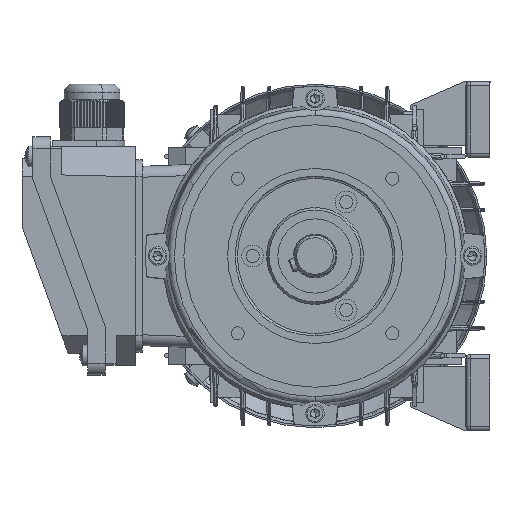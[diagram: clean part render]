
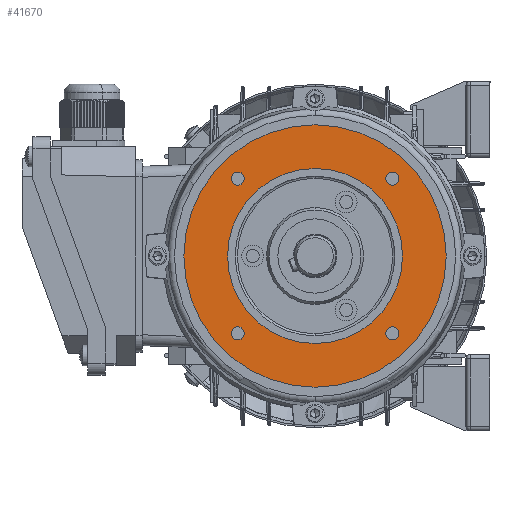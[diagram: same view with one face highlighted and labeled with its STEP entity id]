
A CAD part, left-side view. The second image highlights one B-rep face of the part: STEP entity #41670.
In plain terms, the highlighted planar face has unit normal (-1, 0, 0).
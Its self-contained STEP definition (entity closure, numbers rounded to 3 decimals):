
#38809 = VERTEX_POINT ( 'NONE', #82520 ) ;
#38812 = EDGE_CURVE ( 'NONE', #38814, #38809, #82517, .T. ) ;
#38814 = VERTEX_POINT ( 'NONE', #82511 ) ;
#38856 = EDGE_CURVE ( 'NONE', #38857, #38858, #82552, .T. ) ;
#38857 = VERTEX_POINT ( 'NONE', #82652 ) ;
#38858 = VERTEX_POINT ( 'NONE', #82651 ) ;
#38883 = EDGE_CURVE ( 'NONE', #38884, #38886, #82619, .T. ) ;
#38884 = VERTEX_POINT ( 'NONE', #82604 ) ;
#38886 = VERTEX_POINT ( 'NONE', #82603 ) ;
#38909 = EDGE_CURVE ( 'NONE', #38911, #38912, #82764, .T. ) ;
#38911 = VERTEX_POINT ( 'NONE', #82754 ) ;
#38912 = VERTEX_POINT ( 'NONE', #82752 ) ;
#38955 = EDGE_CURVE ( 'NONE', #38956, #38957, #82865, .T. ) ;
#38956 = VERTEX_POINT ( 'NONE', #82858 ) ;
#38957 = VERTEX_POINT ( 'NONE', #82857 ) ;
#39106 = VERTEX_POINT ( 'NONE', #83211 ) ;
#39233 = EDGE_CURVE ( 'NONE', #39234, #39106, #83474, .T. ) ;
#39234 = VERTEX_POINT ( 'NONE', #83465 ) ;
#41651 = ORIENTED_EDGE ( 'NONE', *, *, #38883, .T. ) ;
#41653 = EDGE_LOOP ( 'NONE', ( #41654, #41656 ) ) ;
#41654 = ORIENTED_EDGE ( 'NONE', *, *, #41655, .T. ) ;
#41655 = EDGE_CURVE ( 'NONE', #38858, #38857, #88985, .T. ) ;
#41656 = ORIENTED_EDGE ( 'NONE', *, *, #38856, .T. ) ;
#41657 = EDGE_LOOP ( 'NONE', ( #41658, #41660 ) ) ;
#41658 = ORIENTED_EDGE ( 'NONE', *, *, #41659, .T. ) ;
#41659 = EDGE_CURVE ( 'NONE', #38957, #38956, #88980, .T. ) ;
#41660 = ORIENTED_EDGE ( 'NONE', *, *, #38955, .T. ) ;
#41661 = EDGE_LOOP ( 'NONE', ( #41662, #41663 ) ) ;
#41662 = ORIENTED_EDGE ( 'NONE', *, *, #39233, .F. ) ;
#41663 = ORIENTED_EDGE ( 'NONE', *, *, #41667, .F. ) ;
#41664 = EDGE_LOOP ( 'NONE', ( #41746, #41748 ) ) ;
#41667 = EDGE_CURVE ( 'NONE', #39106, #39234, #88975, .T. ) ;
#41670 = ADVANCED_FACE ( 'NONE', ( #88970, #88969, #88968, #88967, #88966, #88965 ), #88964, .F. ) ;
#41671 = EDGE_LOOP ( 'NONE', ( #41674, #41677 ) ) ;
#41674 = ORIENTED_EDGE ( 'NONE', *, *, #41676, .T. ) ;
#41676 = EDGE_CURVE ( 'NONE', #38912, #38911, #88962, .T. ) ;
#41677 = ORIENTED_EDGE ( 'NONE', *, *, #38909, .T. ) ;
#41678 = EDGE_LOOP ( 'NONE', ( #41680, #41651 ) ) ;
#41680 = ORIENTED_EDGE ( 'NONE', *, *, #41681, .T. ) ;
#41681 = EDGE_CURVE ( 'NONE', #38886, #38884, #89018, .T. ) ;
#41746 = ORIENTED_EDGE ( 'NONE', *, *, #38812, .T. ) ;
#41748 = ORIENTED_EDGE ( 'NONE', *, *, #41750, .T. ) ;
#41750 = EDGE_CURVE ( 'NONE', #38809, #38814, #89026, .T. ) ;
#82511 = CARTESIAN_POINT ( 'NONE',  ( 3., 0., 60. ) ) ;
#82513 = DIRECTION ( 'NONE',  ( 0., 0., 1. ) ) ;
#82514 = DIRECTION ( 'NONE',  ( -1., 0., 0. ) ) ;
#82515 = CARTESIAN_POINT ( 'NONE',  ( 3., 0., 0. ) ) ;
#82516 = AXIS2_PLACEMENT_3D ( 'NONE', #82515, #82514, #82513 ) ;
#82517 = CIRCLE ( 'NONE', #82516, 60. ) ;
#82520 = CARTESIAN_POINT ( 'NONE',  ( 3., 0., -60. ) ) ;
#82548 = DIRECTION ( 'NONE',  ( 0., 0., -1. ) ) ;
#82549 = DIRECTION ( 'NONE',  ( 1., 0., 0. ) ) ;
#82550 = CARTESIAN_POINT ( 'NONE',  ( 3., -35.355, -35.355 ) ) ;
#82551 = AXIS2_PLACEMENT_3D ( 'NONE', #82550, #82549, #82548 ) ;
#82552 = CIRCLE ( 'NONE', #82551, 3. ) ;
#82603 = CARTESIAN_POINT ( 'NONE',  ( 3., -35.355, 32.355 ) ) ;
#82604 = CARTESIAN_POINT ( 'NONE',  ( 3., -35.355, 38.355 ) ) ;
#82605 = DIRECTION ( 'NONE',  ( 0., 0., -1. ) ) ;
#82606 = DIRECTION ( 'NONE',  ( 1., 0., 0. ) ) ;
#82607 = CARTESIAN_POINT ( 'NONE',  ( 3., -35.355, 35.355 ) ) ;
#82608 = AXIS2_PLACEMENT_3D ( 'NONE', #82607, #82606, #82605 ) ;
#82619 = CIRCLE ( 'NONE', #82608, 3. ) ;
#82651 = CARTESIAN_POINT ( 'NONE',  ( 3., -35.355, -38.355 ) ) ;
#82652 = CARTESIAN_POINT ( 'NONE',  ( 3., -35.355, -32.355 ) ) ;
#82752 = CARTESIAN_POINT ( 'NONE',  ( 3., 35.355, 32.355 ) ) ;
#82754 = CARTESIAN_POINT ( 'NONE',  ( 3., 35.355, 38.355 ) ) ;
#82756 = DIRECTION ( 'NONE',  ( 0., 0., -1. ) ) ;
#82759 = DIRECTION ( 'NONE',  ( 1., 0., 0. ) ) ;
#82761 = CARTESIAN_POINT ( 'NONE',  ( 3., 35.355, 35.355 ) ) ;
#82763 = AXIS2_PLACEMENT_3D ( 'NONE', #82761, #82759, #82756 ) ;
#82764 = CIRCLE ( 'NONE', #82763, 3. ) ;
#82857 = CARTESIAN_POINT ( 'NONE',  ( 3., 35.355, -38.355 ) ) ;
#82858 = CARTESIAN_POINT ( 'NONE',  ( 3., 35.355, -32.355 ) ) ;
#82859 = DIRECTION ( 'NONE',  ( 0., 0., -1. ) ) ;
#82861 = DIRECTION ( 'NONE',  ( 1., 0., 0. ) ) ;
#82863 = CARTESIAN_POINT ( 'NONE',  ( 3., 35.355, -35.355 ) ) ;
#82864 = AXIS2_PLACEMENT_3D ( 'NONE', #82863, #82861, #82859 ) ;
#82865 = CIRCLE ( 'NONE', #82864, 3. ) ;
#83211 = CARTESIAN_POINT ( 'NONE',  ( 3., 0., -40. ) ) ;
#83465 = CARTESIAN_POINT ( 'NONE',  ( 3., 0., 40. ) ) ;
#83466 = DIRECTION ( 'NONE',  ( 0., 0., 1. ) ) ;
#83468 = DIRECTION ( 'NONE',  ( -1., 0., 0. ) ) ;
#83471 = CARTESIAN_POINT ( 'NONE',  ( 3., 0., 0. ) ) ;
#83472 = AXIS2_PLACEMENT_3D ( 'NONE', #83471, #83468, #83466 ) ;
#83474 = CIRCLE ( 'NONE', #83472, 40. ) ;
#88955 = DIRECTION ( 'NONE',  ( 0., 0., -1. ) ) ;
#88956 = DIRECTION ( 'NONE',  ( 1., 0., 0. ) ) ;
#88957 = CARTESIAN_POINT ( 'NONE',  ( 3., 35.355, 35.355 ) ) ;
#88958 = AXIS2_PLACEMENT_3D ( 'NONE', #88957, #88956, #88955 ) ;
#88959 = DIRECTION ( 'NONE',  ( 0., 0., -1. ) ) ;
#88960 = DIRECTION ( 'NONE',  ( 1., 0., 0. ) ) ;
#88961 = AXIS2_PLACEMENT_3D ( 'NONE', #88963, #88960, #88959 ) ;
#88962 = CIRCLE ( 'NONE', #88958, 3. ) ;
#88963 = CARTESIAN_POINT ( 'NONE',  ( 3., 40., 0. ) ) ;
#88964 = PLANE ( 'NONE',  #88961 ) ;
#88965 = FACE_OUTER_BOUND ( 'NONE', #41664, .T. ) ;
#88966 = FACE_BOUND ( 'NONE', #41661, .T. ) ;
#88967 = FACE_BOUND ( 'NONE', #41657, .T. ) ;
#88968 = FACE_BOUND ( 'NONE', #41653, .T. ) ;
#88969 = FACE_BOUND ( 'NONE', #41678, .T. ) ;
#88970 = FACE_BOUND ( 'NONE', #41671, .T. ) ;
#88971 = DIRECTION ( 'NONE',  ( 0., 0., 1. ) ) ;
#88972 = DIRECTION ( 'NONE',  ( -1., 0., 0. ) ) ;
#88973 = CARTESIAN_POINT ( 'NONE',  ( 3., 0., 0. ) ) ;
#88974 = AXIS2_PLACEMENT_3D ( 'NONE', #88973, #88972, #88971 ) ;
#88975 = CIRCLE ( 'NONE', #88974, 40. ) ;
#88976 = DIRECTION ( 'NONE',  ( 0., 0., -1. ) ) ;
#88977 = DIRECTION ( 'NONE',  ( 1., 0., 0. ) ) ;
#88978 = CARTESIAN_POINT ( 'NONE',  ( 3., 35.355, -35.355 ) ) ;
#88979 = AXIS2_PLACEMENT_3D ( 'NONE', #88978, #88977, #88976 ) ;
#88980 = CIRCLE ( 'NONE', #88979, 3. ) ;
#88981 = DIRECTION ( 'NONE',  ( 0., 0., -1. ) ) ;
#88982 = DIRECTION ( 'NONE',  ( 1., 0., 0. ) ) ;
#88983 = CARTESIAN_POINT ( 'NONE',  ( 3., -35.355, -35.355 ) ) ;
#88984 = AXIS2_PLACEMENT_3D ( 'NONE', #88983, #88982, #88981 ) ;
#88985 = CIRCLE ( 'NONE', #88984, 3. ) ;
#89014 = DIRECTION ( 'NONE',  ( 0., 0., -1. ) ) ;
#89015 = DIRECTION ( 'NONE',  ( 1., 0., 0. ) ) ;
#89016 = CARTESIAN_POINT ( 'NONE',  ( 3., -35.355, 35.355 ) ) ;
#89017 = AXIS2_PLACEMENT_3D ( 'NONE', #89016, #89015, #89014 ) ;
#89018 = CIRCLE ( 'NONE', #89017, 3. ) ;
#89023 = DIRECTION ( 'NONE',  ( 0., 0., 1. ) ) ;
#89024 = DIRECTION ( 'NONE',  ( -1., 0., 0. ) ) ;
#89025 = AXIS2_PLACEMENT_3D ( 'NONE', #89030, #89024, #89023 ) ;
#89026 = CIRCLE ( 'NONE', #89025, 60. ) ;
#89030 = CARTESIAN_POINT ( 'NONE',  ( 3., 0., 0. ) ) ;
